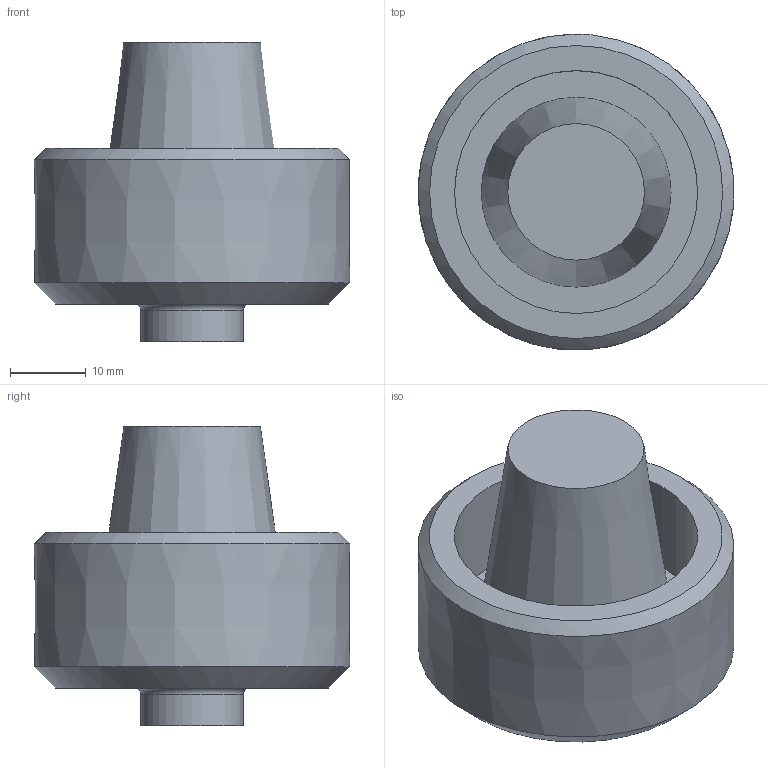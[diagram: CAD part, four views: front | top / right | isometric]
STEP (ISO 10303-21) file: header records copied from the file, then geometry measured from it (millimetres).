
FILE_DESCRIPTION(/* description */ (''),/* implementation_level */ '2;1');
FILE_NAME(/* name */ 'BE025582008005.stp',/* time_stamp */ '2016-03-15T11:33:23+05:00',/* author */ (''),/* organization */ (''),/* preprocessor_version */ 'ST-DEVELOPER v15',/* originating_system */ 'SIEMENS PLM Software NX 8.5',/* authorisation */ '');
FILE_SCHEMA (('AUTOMOTIVE_DESIGN { 1 0 10303 214 3 1 1 1 }'));
Length unit declared in the file: millimetre
Products named in the file (1): inpuEB4045472b9x
Bounding box: 41.55 x 41.57 x 39.5 mm (x, y, z)
Volume: 26842.1 mm3; surface area: 11021 mm2
Topology: 3 solids, 3 shells, 21 faces, 40 edges, 28 vertices
Faces by surface type: plane 9, cylinder 6, cone 4, torus 2
Full cylindrical faces by diameter (mm): 8 x1, 13.5 x1, 25 x1, 32 x3
Entity records: 453 total; most frequent: DIRECTION 82, CARTESIAN_POINT 60, AXIS2_PLACEMENT_3D 41, EDGE_LOOP 38, ORIENTED_EDGE 38, FACE_BOUND 34, ADVANCED_FACE 21, VERTEX_POINT 19
